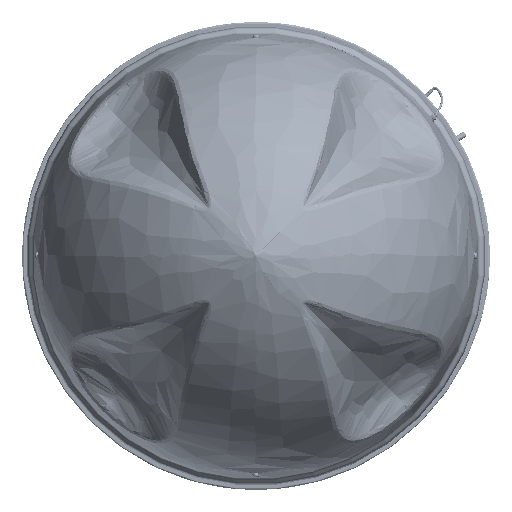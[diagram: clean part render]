
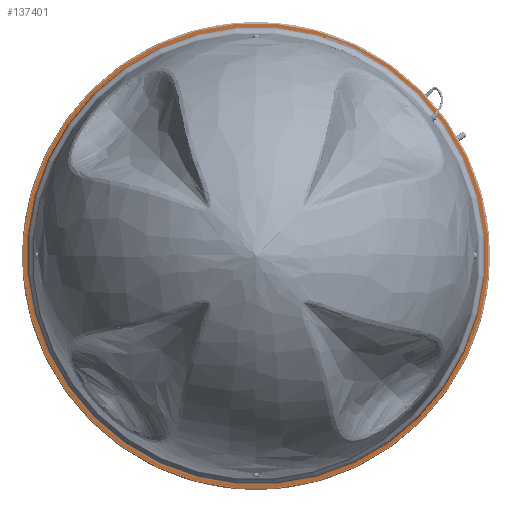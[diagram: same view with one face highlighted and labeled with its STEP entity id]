
A CAD part, top view. The second image highlights one B-rep face of the part: STEP entity #137401.
In plain terms, the highlighted planar face has unit normal (0, 0, 1).
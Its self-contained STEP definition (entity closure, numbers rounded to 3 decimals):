
#3531=FACE_BOUND('',#24812,.T.);
#16512=FACE_OUTER_BOUND('',#24811,.T.);
#24811=EDGE_LOOP('',(#113462));
#24812=EDGE_LOOP('',(#113463));
#47170=CIRCLE('',#143199,398.);
#48594=CIRCLE('',#147048,392.399);
#56446=VERTEX_POINT('',#253929);
#60128=VERTEX_POINT('',#278360);
#72328=EDGE_CURVE('',#56446,#56446,#47170,.T.);
#78360=EDGE_CURVE('',#60128,#60128,#48594,.T.);
#113462=ORIENTED_EDGE('',*,*,#72328,.F.);
#113463=ORIENTED_EDGE('',*,*,#78360,.T.);
#123595=PLANE('',#147047);
#137401=ADVANCED_FACE('',(#16512,#3531),#123595,.T.);
#143199=AXIS2_PLACEMENT_3D('',#253930,#162565,#162566);
#147047=AXIS2_PLACEMENT_3D('',#278359,#173625,#173626);
#147048=AXIS2_PLACEMENT_3D('',#278361,#173627,#173628);
#162565=DIRECTION('center_axis',(0.,0.,
-1.));
#162566=DIRECTION('ref_axis',(-0.707,0.707,0.));
#173625=DIRECTION('center_axis',(0.,0.,
1.));
#173626=DIRECTION('ref_axis',(0.707,0.707,0.));
#173627=DIRECTION('center_axis',(0.,0.,
-1.));
#173628=DIRECTION('ref_axis',(0.707,0.707,0.));
#253929=CARTESIAN_POINT('',(-281.428,-281.428,232.25));
#253930=CARTESIAN_POINT('Origin',(0.,0.,
232.25));
#278359=CARTESIAN_POINT('Origin',(267.286,-267.286,232.25));
#278360=CARTESIAN_POINT('',(-277.468,-277.468,232.25));
#278361=CARTESIAN_POINT('Origin',(0.,0.,
232.25));
